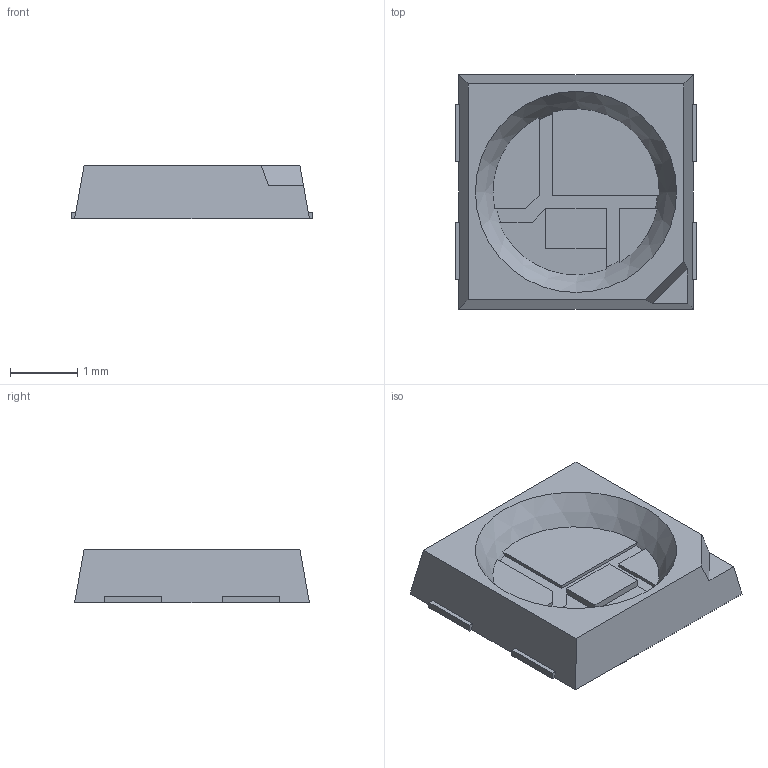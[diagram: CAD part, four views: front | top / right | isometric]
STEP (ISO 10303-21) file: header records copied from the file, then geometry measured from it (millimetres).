
FILE_DESCRIPTION(('FreeCAD Model'),'2;1');
FILE_NAME('SK6812MINI.step','2021-02-23T03:17:17',('Author'),( ''),'Open CASCADE STEP processor 7.3','FreeCAD','Unknown');
FILE_SCHEMA(('AUTOMOTIVE_DESIGN { 1 0 10303 214 1 1 1 1 }'));
Length unit declared in the file: millimetre
Products named in the file (1): Pad003
Bounding box: 3.6 x 3.5 x 0.8 mm (x, y, z)
Volume: 6.4 mm3; surface area: 36.8 mm2
Topology: 1 solids, 1 shells, 55 faces, 144 edges, 92 vertices
Faces by surface type: plane 54, cone 1
Entity records: 3928 total; most frequent: CARTESIAN_POINT 809, DIRECTION 456, LINE 306, VECTOR 306, ORIENTED_EDGE 288, PCURVE 288, DEFINITIONAL_REPRESENTATION 288, EDGE_CURVE 144
